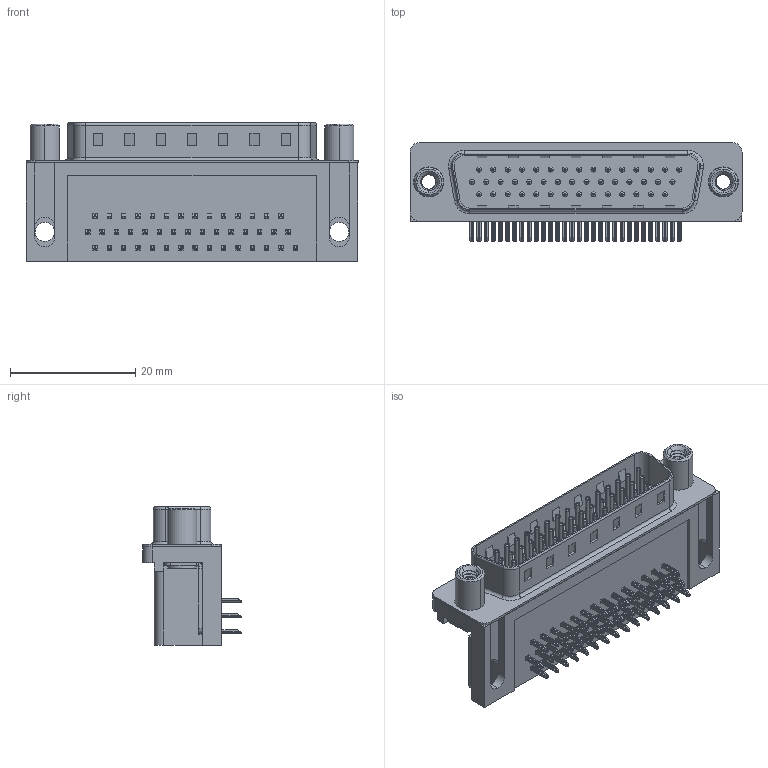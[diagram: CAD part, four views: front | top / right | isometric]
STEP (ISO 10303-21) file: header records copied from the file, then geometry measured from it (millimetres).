
FILE_DESCRIPTION (( 'STEP AP203' ), '1' );
FILE_NAME ('633-044-363-010.STEP', '2018-09-07T14:47:34', ( '' ), ( '' ), 'SwSTEP 2.0', 'SolidWorks 2016', '' );
FILE_SCHEMA (( 'CONFIG_CONTROL_DESIGN' ));
Length unit declared in the file: millimetre
Products named in the file (8): 633 Thru Hole Board Mount; 633 Round Threaded Standoff; 633-044-363-010; 633 Housing_44 Contact; 633 Shell_44 Contact; 633 Contact Bottom; 633 Contact Middle; 633 Contact Top
Assembly tree (50 placements, depth 2):
  633-044-363-010
    633 Housing_44 Contact
    633 Shell_44 Contact
    633 Contact Bottom  x14
    633 Contact Middle  x15
    633 Contact Top  x15
    633 Thru Hole Board Mount  x2
    633 Round Threaded Standoff  x2
Bounding box: 53.04 x 15.73 x 22.1 mm (x, y, z)
Volume: 8203.4 mm3; surface area: 10405.1 mm2
Topology: 50 solids, 50 shells, 3682 faces, 9086 edges, 5597 vertices
Faces by surface type: plane 2307, cylinder 1068, torus 279, bspline 16, cone 12
Entity records: 29612 total; most frequent: CARTESIAN_POINT 6428, DIRECTION 4462, ORIENTED_EDGE 4282, EDGE_CURVE 2141, LINE 1516, VECTOR 1516, AXIS2_PLACEMENT_3D 1473, VERTEX_POINT 1379
